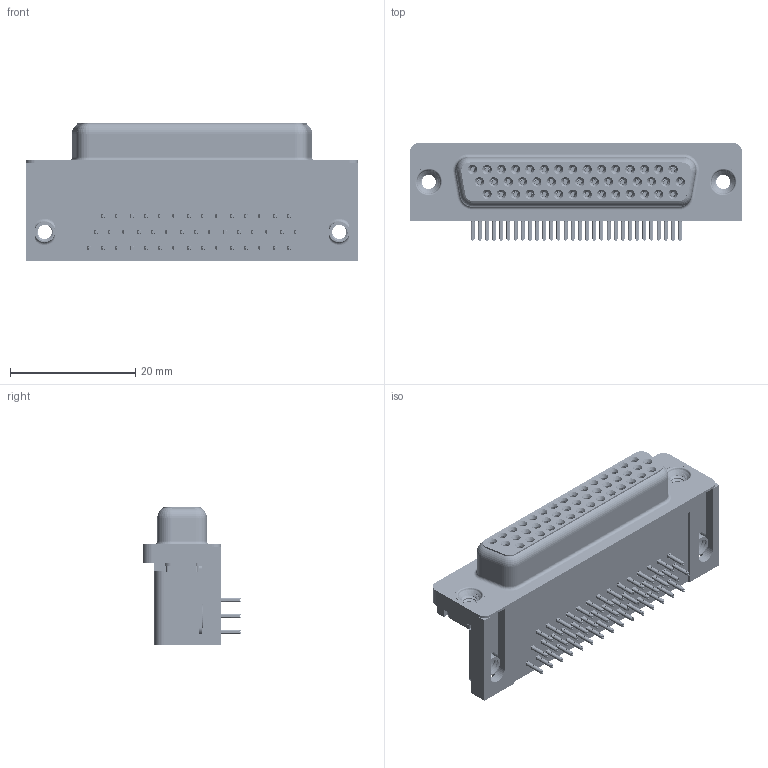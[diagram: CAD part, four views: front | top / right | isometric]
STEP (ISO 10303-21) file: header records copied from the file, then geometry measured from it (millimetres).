
FILE_DESCRIPTION (( 'STEP AP203' ), '1' );
FILE_NAME ('634-044-263-052.STEP', '2018-11-10T00:25:18', ( '' ), ( '' ), 'SwSTEP 2.0', 'SolidWorks 2016', '' );
FILE_SCHEMA (( 'CONFIG_CONTROL_DESIGN' ));
Length unit declared in the file: millimetre
Products named in the file (8): 634-044-263-052; 634 Housing_44 Socket; 634 Shell_44 Socket; Contact Bottom; Contact Middle; Contact Top; 4-40 Threaded Board Mount; 4-40 Threaded Rivet
Assembly tree (50 placements, depth 2):
  634-044-263-052
    634 Housing_44 Socket
    634 Shell_44 Socket
    Contact Bottom  x14
    Contact Middle  x15
    Contact Top  x15
    4-40 Threaded Board Mount  x2
    4-40 Threaded Rivet  x2
Bounding box: 53.04 x 15.73 x 22.1 mm (x, y, z)
Volume: 9369.5 mm3; surface area: 13359.7 mm2
Topology: 50 solids, 50 shells, 6567 faces, 17266 edges, 10838 vertices
Faces by surface type: plane 2929, bspline 1540, cylinder 1508, cone 540, torus 50
Entity records: 46637 total; most frequent: CARTESIAN_POINT 15106, ORIENTED_EDGE 6266, DIRECTION 5732, EDGE_CURVE 3133, VECTOR 2086, LINE 2086, VERTEX_POINT 2002, AXIS2_PLACEMENT_3D 1823
